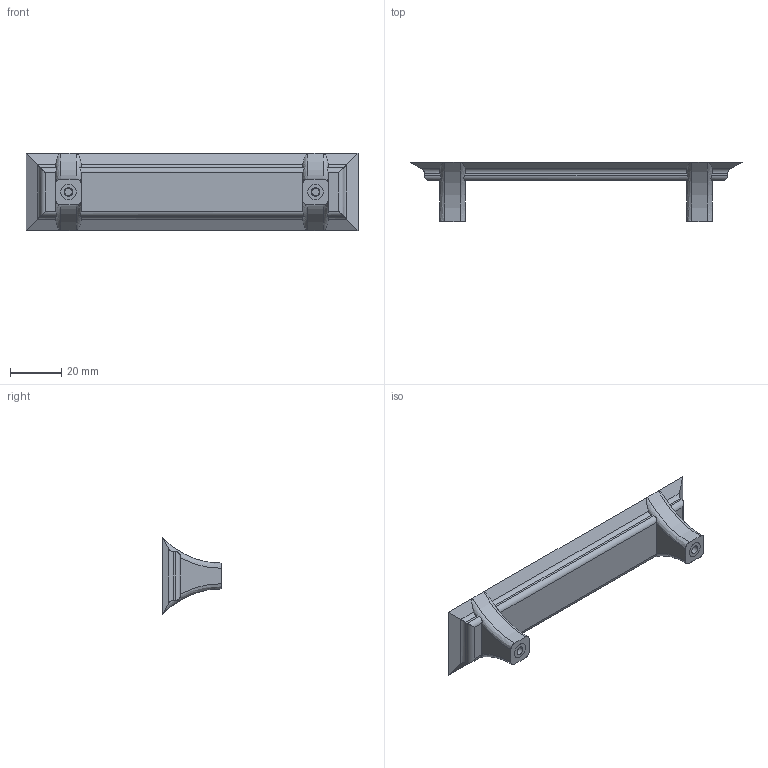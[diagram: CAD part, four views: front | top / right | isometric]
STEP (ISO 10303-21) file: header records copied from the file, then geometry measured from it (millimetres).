
FILE_DESCRIPTION (( 'STEP AP214' ), '1' );
FILE_NAME ('F003231,F003232_3D.step', '2022-08-15T13:05:09', ( '' ), ( '' ), 'SwSTEP 2.0', 'SolidWorks 2020', '' );
FILE_SCHEMA (( 'AUTOMOTIVE_DESIGN' ));
Length unit declared in the file: millimetre
Products named in the file (1): F003231,F003232_3D
Bounding box: 129 x 23 x 30 mm (x, y, z)
Volume: 14775.4 mm3; surface area: 16828 mm2
Topology: 2 solids, 2 shells, 279 faces, 754 edges, 492 vertices
Faces by surface type: plane 229, cylinder 38, bspline 8, cone 4
Entity records: 12183 total; most frequent: CARTESIAN_POINT 2188, ORIENTED_EDGE 1508, DIRECTION 1278, EDGE_CURVE 754, VECTOR 646, LINE 646, VERTEX_POINT 492, AXIS2_PLACEMENT_3D 316
